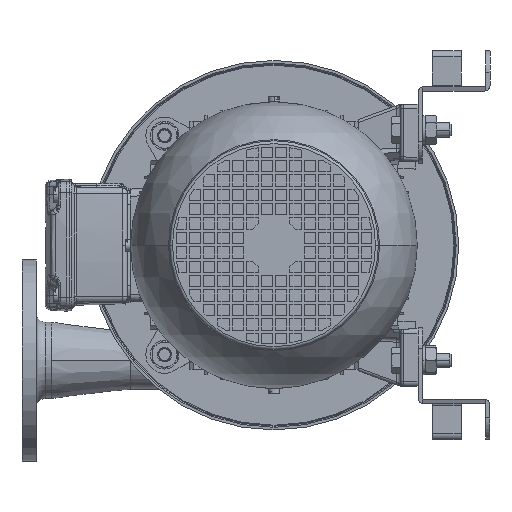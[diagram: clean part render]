
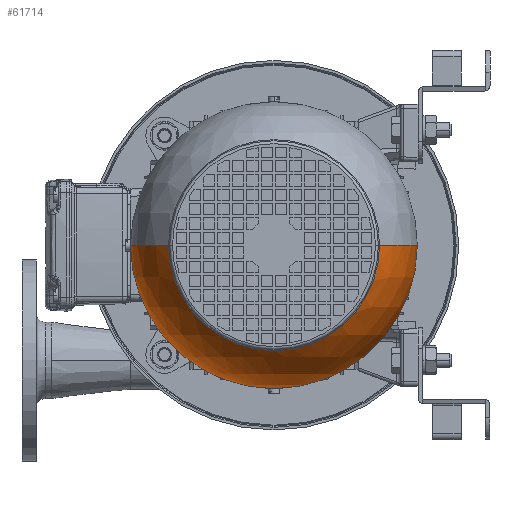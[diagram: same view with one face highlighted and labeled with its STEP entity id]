
A CAD part, left-side view. The second image highlights one B-rep face of the part: STEP entity #61714.
In plain terms, the highlighted spherical face has radius 99.5 mm.
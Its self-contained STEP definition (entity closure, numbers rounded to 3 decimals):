
#2993 = CIRCLE ( 'NONE', #18976, 99.5 ) ;
#13554 = CARTESIAN_POINT ( 'NONE',  ( 0., 0., -111.05 ) ) ;
#14006 = DIRECTION ( 'NONE',  ( 0., 0., 1. ) ) ;
#14842 = EDGE_CURVE ( 'NONE', #91316, #73390, #61439, .T. ) ;
#15647 = ORIENTED_EDGE ( 'NONE', *, *, #35331, .T. ) ;
#18976 = AXIS2_PLACEMENT_3D ( 'NONE', #38242, #93143, #46126 ) ;
#21467 = DIRECTION ( 'NONE',  ( 0., 0., 1. ) ) ;
#27774 = CARTESIAN_POINT ( 'NONE',  ( 0., 73.29, -178.346 ) ) ;
#31448 = CIRCLE ( 'NONE', #60343, 99.5 ) ;
#33645 = CARTESIAN_POINT ( 'NONE',  ( 0., -99.5, -111.05 ) ) ;
#34113 = SPHERICAL_SURFACE ( 'NONE', #60151, 99.5 ) ;
#35331 = EDGE_CURVE ( 'NONE', #41924, #89992, #31448, .T. ) ;
#36393 = EDGE_CURVE ( 'NONE', #89992, #91316, #2993, .T. ) ;
#36434 = AXIS2_PLACEMENT_3D ( 'NONE', #13554, #68483, #21467 ) ;
#38189 = CARTESIAN_POINT ( 'NONE',  ( 0., 0., -111.05 ) ) ;
#38242 = CARTESIAN_POINT ( 'NONE',  ( 0., 0., -111.05 ) ) ;
#40068 = EDGE_LOOP ( 'NONE', ( #15647, #93854, #86604, #47738 ) ) ;
#41924 = VERTEX_POINT ( 'NONE', #74576 ) ;
#46126 = DIRECTION ( 'NONE',  ( 0., 1., 0. ) ) ;
#46342 = DIRECTION ( 'NONE',  ( 0., 0., -1. ) ) ;
#47738 = ORIENTED_EDGE ( 'NONE', *, *, #86359, .F. ) ;
#60151 = AXIS2_PLACEMENT_3D ( 'NONE', #38189, #61487, #93092 ) ;
#60343 = AXIS2_PLACEMENT_3D ( 'NONE', #93347, #46342, #101229 ) ;
#61036 = CARTESIAN_POINT ( 'NONE',  ( 0., 0., -178.346 ) ) ;
#61439 = CIRCLE ( 'NONE', #66808, 73.29 ) ;
#61487 = DIRECTION ( 'NONE',  ( 1., 0., 0. ) ) ;
#61714 = ADVANCED_FACE ( 'NONE', ( #94244 ), #34113, .T. ) ;
#66808 = AXIS2_PLACEMENT_3D ( 'NONE', #61036, #14006, #68914 ) ;
#68483 = DIRECTION ( 'NONE',  ( -1., 0., 0. ) ) ;
#68914 = DIRECTION ( 'NONE',  ( 0., -1., 0. ) ) ;
#73390 = VERTEX_POINT ( 'NONE', #27774 ) ;
#74576 = CARTESIAN_POINT ( 'NONE',  ( 0., 99.5, -111.05 ) ) ;
#81307 = CIRCLE ( 'NONE', #36434, 99.5 ) ;
#86359 = EDGE_CURVE ( 'NONE', #41924, #73390, #81307, .T. ) ;
#86604 = ORIENTED_EDGE ( 'NONE', *, *, #14842, .T. ) ;
#89992 = VERTEX_POINT ( 'NONE', #33645 ) ;
#91316 = VERTEX_POINT ( 'NONE', #92738 ) ;
#92738 = CARTESIAN_POINT ( 'NONE',  ( 0., -73.29, -178.346 ) ) ;
#93092 = DIRECTION ( 'NONE',  ( 0., 1., 0. ) ) ;
#93143 = DIRECTION ( 'NONE',  ( 1., 0., 0. ) ) ;
#93347 = CARTESIAN_POINT ( 'NONE',  ( 0., 0., -111.05 ) ) ;
#93854 = ORIENTED_EDGE ( 'NONE', *, *, #36393, .T. ) ;
#94244 = FACE_OUTER_BOUND ( 'NONE', #40068, .T. ) ;
#101229 = DIRECTION ( 'NONE',  ( 0., 1., 0. ) ) ;
